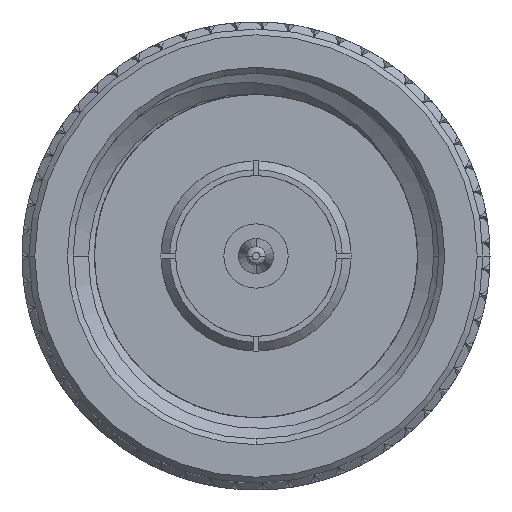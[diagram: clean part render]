
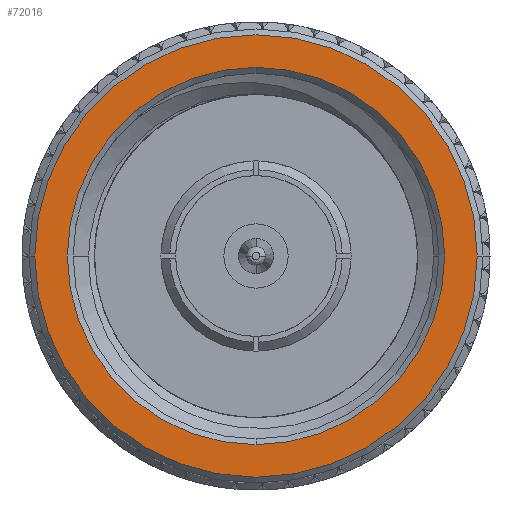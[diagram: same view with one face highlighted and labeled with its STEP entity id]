
A CAD part, left-side view. The second image highlights one B-rep face of the part: STEP entity #72016.
In plain terms, the highlighted planar face has unit normal (-1, 0, 0).
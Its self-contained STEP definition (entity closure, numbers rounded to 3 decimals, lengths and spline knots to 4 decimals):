
#334 = AXIS2_PLACEMENT_3D ( 'NONE', #86194, #38142, #37858 ) ;
#2829 = CIRCLE ( 'NONE', #334, 0.3781 ) ;
#3730 = AXIS2_PLACEMENT_3D ( 'NONE', #11438, #38684, #11707 ) ;
#5826 = FACE_BOUND ( 'NONE', #32668, .T. ) ;
#6536 = CIRCLE ( 'NONE', #35352, 0.3781 ) ;
#6985 = EDGE_CURVE ( 'NONE', #24007, #9317, #60314, .T. ) ;
#9317 = VERTEX_POINT ( 'NONE', #12534 ) ;
#10738 = ORIENTED_EDGE ( 'NONE', *, *, #27773, .T. ) ;
#11438 = CARTESIAN_POINT ( 'NONE',  ( 0., 0.3881, 0. ) ) ;
#11707 = DIRECTION ( 'NONE',  ( 0., -1., 0. ) ) ;
#12130 = DIRECTION ( 'NONE',  ( 1., 0., 0. ) ) ;
#12534 = CARTESIAN_POINT ( 'NONE',  ( 0., 0., 0.3225 ) ) ;
#12972 = DIRECTION ( 'NONE',  ( 0., 0., 1. ) ) ;
#18515 = ORIENTED_EDGE ( 'NONE', *, *, #6985, .T. ) ;
#21396 = CARTESIAN_POINT ( 'NONE',  ( 0., 0.3781, 0. ) ) ;
#21813 = CARTESIAN_POINT ( 'NONE',  ( 0., 0., -0.3225 ) ) ;
#24007 = VERTEX_POINT ( 'NONE', #21813 ) ;
#27773 = EDGE_CURVE ( 'NONE', #41373, #52167, #2829, .T. ) ;
#31033 = FACE_OUTER_BOUND ( 'NONE', #81953, .T. ) ;
#32668 = EDGE_LOOP ( 'NONE', ( #67577, #18515 ) ) ;
#34786 = ORIENTED_EDGE ( 'NONE', *, *, #78839, .T. ) ;
#35352 = AXIS2_PLACEMENT_3D ( 'NONE', #53858, #40037, #67675 ) ;
#37858 = DIRECTION ( 'NONE',  ( 0., 1., 0. ) ) ;
#38142 = DIRECTION ( 'NONE',  ( -1., 0., 0. ) ) ;
#38544 = CARTESIAN_POINT ( 'NONE',  ( 0., 0., 0. ) ) ;
#38684 = DIRECTION ( 'NONE',  ( -1., 0., 0. ) ) ;
#40037 = DIRECTION ( 'NONE',  ( -1., 0., 0. ) ) ;
#41373 = VERTEX_POINT ( 'NONE', #71371 ) ;
#48418 = AXIS2_PLACEMENT_3D ( 'NONE', #38544, #12130, #12972 ) ;
#52167 = VERTEX_POINT ( 'NONE', #21396 ) ;
#53858 = CARTESIAN_POINT ( 'NONE',  ( 0., 0., 0. ) ) ;
#55493 = AXIS2_PLACEMENT_3D ( 'NONE', #64703, #72112, #78859 ) ;
#57840 = PLANE ( 'NONE',  #3730 ) ;
#60314 = CIRCLE ( 'NONE', #55493, 0.3225 ) ;
#64703 = CARTESIAN_POINT ( 'NONE',  ( 0., 0., 0. ) ) ;
#66984 = CIRCLE ( 'NONE', #48418, 0.3225 ) ;
#67577 = ORIENTED_EDGE ( 'NONE', *, *, #86669, .T. ) ;
#67675 = DIRECTION ( 'NONE',  ( 0., 1., 0. ) ) ;
#71371 = CARTESIAN_POINT ( 'NONE',  ( 0., -0.3781, 0. ) ) ;
#72016 = ADVANCED_FACE ( 'NONE', ( #31033, #5826 ), #57840, .T. ) ;
#72112 = DIRECTION ( 'NONE',  ( 1., 0., 0. ) ) ;
#78839 = EDGE_CURVE ( 'NONE', #52167, #41373, #6536, .T. ) ;
#78859 = DIRECTION ( 'NONE',  ( 0., 0., 1. ) ) ;
#81953 = EDGE_LOOP ( 'NONE', ( #34786, #10738 ) ) ;
#86194 = CARTESIAN_POINT ( 'NONE',  ( 0., 0., 0. ) ) ;
#86669 = EDGE_CURVE ( 'NONE', #9317, #24007, #66984, .T. ) ;
